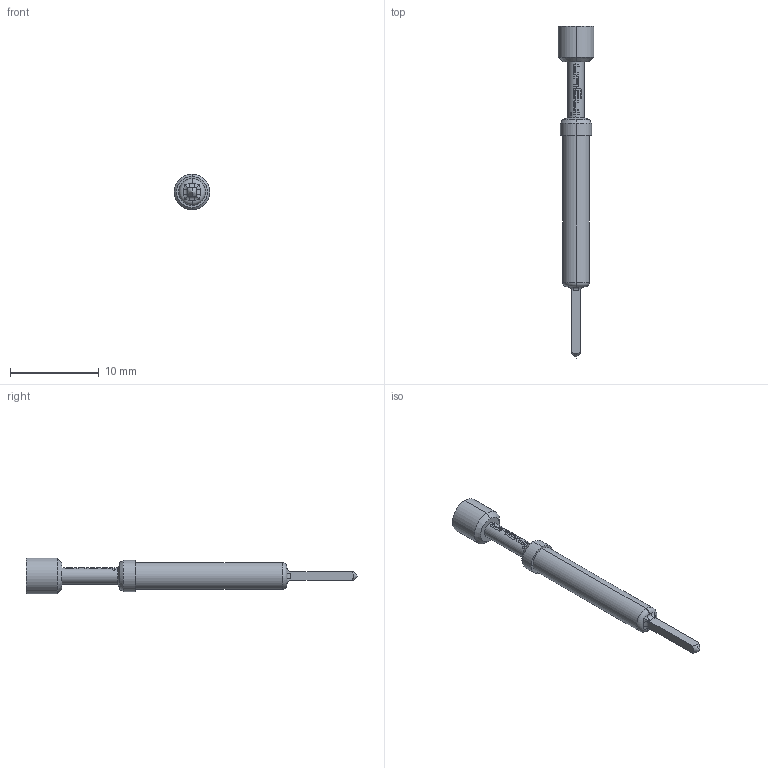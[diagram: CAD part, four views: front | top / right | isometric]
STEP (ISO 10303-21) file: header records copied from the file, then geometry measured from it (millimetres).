
FILE_DESCRIPTION (( 'STEP AP203' ), '1' );
FILE_NAME ('INGUN_GKS-103_102_400_A_xx02_W.STEP', '2021-12-14T13:58:45', ( 'ochi' ), ( '' ), 'SwSTEP 2.0', 'SolidWorks 2018', '' );
FILE_SCHEMA (( 'CONFIG_CONTROL_DESIGN' ));
Length unit declared in the file: millimetre
Products named in the file (1): INGUN_GKS-103_102_400_A_xx02_W
Bounding box: 4 x 37.3 x 4 mm (x, y, z)
Volume: 210 mm3; surface area: 326.6 mm2
Topology: 1 solids, 1 shells, 122 faces, 336 edges, 217 vertices
Faces by surface type: bspline 50, cylinder 31, plane 31, cone 8, torus 2
Entity records: 5356 total; most frequent: CARTESIAN_POINT 2805, ORIENTED_EDGE 668, EDGE_CURVE 334, DIRECTION 272, B_SPLINE_CURVE_WITH_KNOTS 248, VERTEX_POINT 217, EDGE_LOOP 125, ADVANCED_FACE 122
